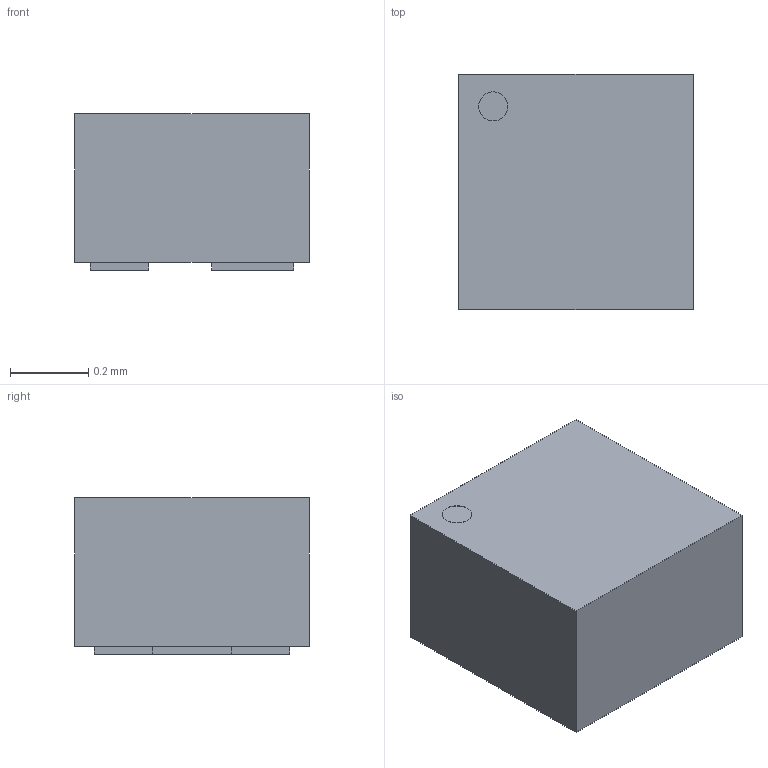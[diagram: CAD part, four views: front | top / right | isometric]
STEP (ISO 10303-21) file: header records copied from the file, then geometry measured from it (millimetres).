
FILE_DESCRIPTION(('FreeCAD Model'),'2;1');
FILE_NAME('Open CASCADE Shape Model','2024-11-22T11:29:24',('Author'),( ''),'Open CASCADE STEP processor 7.6','FreeCAD','Unknown');
FILE_SCHEMA(('AUTOMOTIVE_DESIGN { 1 0 10303 214 1 1 1 1 }'));
Length unit declared in the file: millimetre
Products named in the file (1): Pocket001
Bounding box: 0.6 x 0.6 x 0.4 mm (x, y, z)
Volume: 0.1 mm3; surface area: 1.7 mm2
Topology: 1 solids, 1 shells, 23 faces, 51 edges, 34 vertices
Faces by surface type: plane 22, cylinder 1
Full cylindrical faces by diameter (mm): 0.074 x1
Entity records: 707 total; most frequent: CARTESIAN_POINT 109, ORIENTED_EDGE 102, DIRECTION 101, EDGE_CURVE 51, LINE 49, VECTOR 49, VERTEX_POINT 34, FACE_BOUND 27
